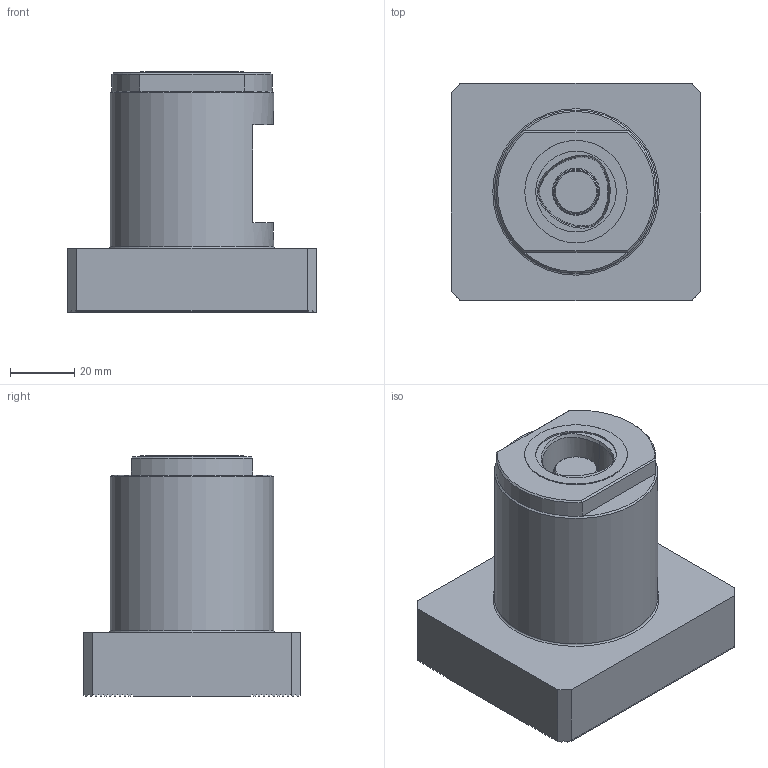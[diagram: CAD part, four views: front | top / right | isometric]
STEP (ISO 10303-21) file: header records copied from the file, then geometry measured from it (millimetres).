
FILE_DESCRIPTION(/* description */ (''),/* implementation_level */ '2;1');
FILE_NAME(/* name */ 'W9990908_stp.stp',/* time_stamp */ '2013-09-04T13:29:52+02:00',/* author */ (''),/* organization */ (''),/* preprocessor_version */ 'ST-DEVELOPER v11',/* originating_system */ 'SIEMENS PLM Software NX 7.5',/* authorisation */ '');
FILE_SCHEMA (('AUTOMOTIVE_DESIGN { 1 0 10303 214 1 1 1 1 }'));
Length unit declared in the file: millimetre
Products named in the file (1): reic2B5Al8pg
Bounding box: 78 x 68 x 75 mm (x, y, z)
Volume: 206619 mm3; surface area: 27231.7 mm2
Topology: 1 solids, 1 shells, 399 faces, 1067 edges, 706 vertices
Faces by surface type: plane 236, extrusion 132, cylinder 16, cone 6, bspline 6, torus 3
Full cylindrical faces by diameter (mm): 10.5 x1, 12.9 x1, 13.2 x1, 13.5 x1, 14.7 x1, 25.2 x1, 32 x1, 51 x1
Entity records: 17603 total; most frequent: CARTESIAN_POINT 8076, ORIENTED_EDGE 2092, DIRECTION 1469, EDGE_CURVE 1046, VECTOR 853, LINE 721, VERTEX_POINT 700, EDGE_LOOP 450
